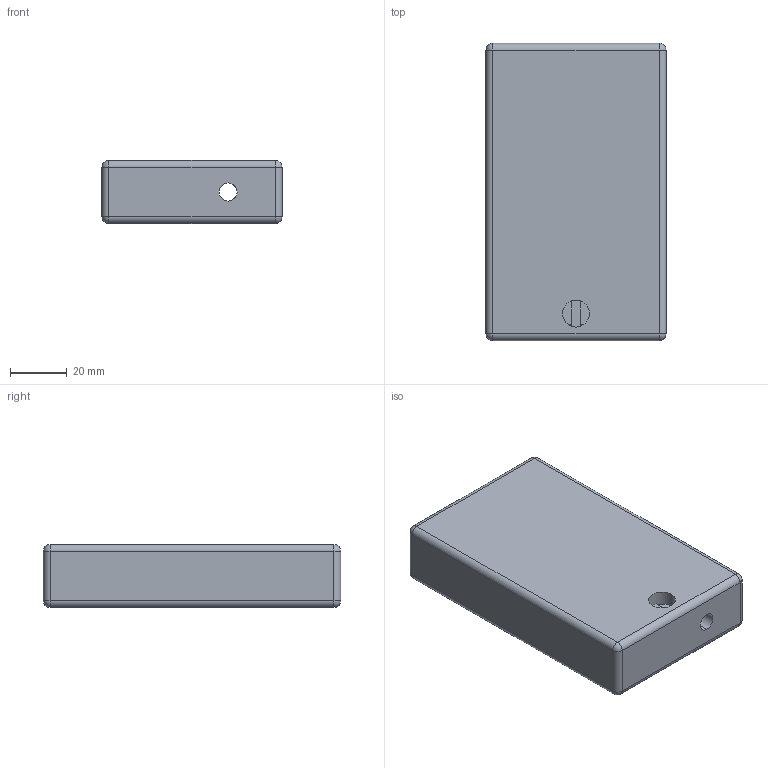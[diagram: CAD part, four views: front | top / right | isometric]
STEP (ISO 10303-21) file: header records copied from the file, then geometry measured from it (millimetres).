
FILE_DESCRIPTION(('CATIA V5 STEP Exchange','CAx-IF Rec.Pracs.--- Model Styling and Organization---1.5--- 2016-08-15','CAx-IF Rec.Pracs.---Supplemental Geometry---1.0---2011-11-01','CAx-IF Rec.Pracs.--- Composite Materials ---1.1---2010-07-15'),'2;1');
FILE_NAME('DE1116-A CMHE4620.stp','2024-01-04T15:32:00+00:00',('none'),('none'),'CATIA Version 5-6 Release 2022 SP3','CATIA V5 STEP AP214 Edition 3 v2','none');
FILE_SCHEMA(('AUTOMOTIVE_DESIGN { 1 0 10303 214 3 1 1 1 }'));
Length unit declared in the file: inch
Products named in the file (1): DE1116-A CMHE4620
Bounding box: 63.5 x 104.78 x 22.23 mm (x, y, z)
Volume: 88061.4 mm3; surface area: 37558.8 mm2
Topology: 1 solids, 1 shells, 96 faces, 260 edges, 152 vertices
Faces by surface type: plane 52, cylinder 32, sphere 12
Entity records: 3226 total; most frequent: CARTESIAN_POINT 829, ORIENTED_EDGE 496, DIRECTION 412, EDGE_CURVE 248, VECTOR 178, LINE 178, VERTEX_POINT 152, AXIS2_PLACEMENT_3D 139
